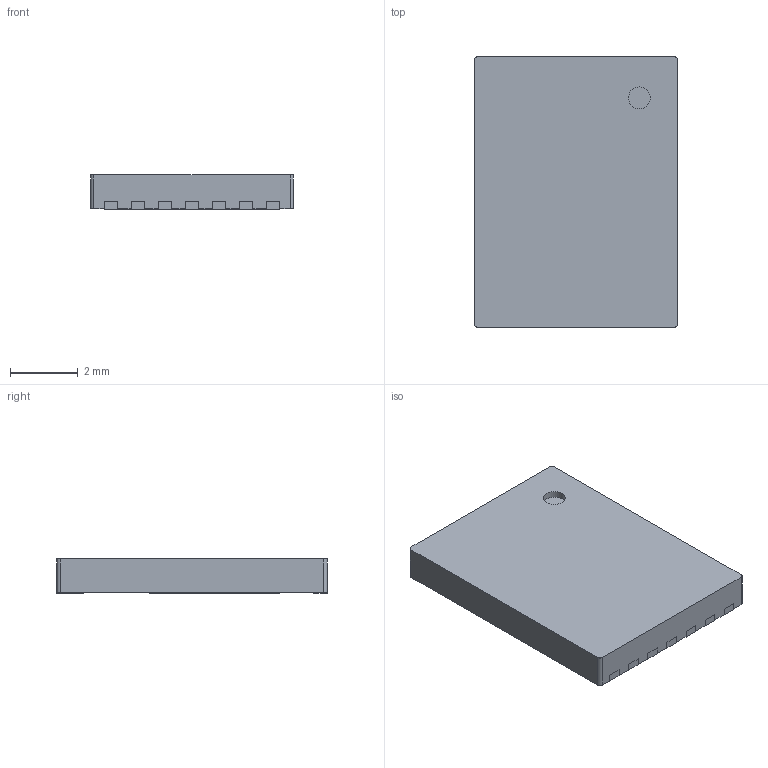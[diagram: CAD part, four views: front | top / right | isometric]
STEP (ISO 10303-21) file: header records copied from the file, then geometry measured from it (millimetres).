
FILE_DESCRIPTION(('FreeCAD Model'),'2;1');
FILE_NAME('Open CASCADE Shape Model','2025-12-18T19:17:11',('Author'),( ''),'Open CASCADE STEP processor 7.7','FreeCAD','Unknown');
FILE_SCHEMA(('AUTOMOTIVE_DESIGN { 1 0 10303 214 1 1 1 1 }'));
Length unit declared in the file: millimetre
Products named in the file (3): CID12N65D; Extrude; Pocket002
Assembly tree (2 placements, depth 2):
  CID12N65D
    Extrude
    Pocket002
Bounding box: 6 x 8 x 1.01 mm (x, y, z)
Volume: 48.1 mm3; surface area: 181 mm2
Topology: 11 solids, 11 shells, 131 faces, 321 edges, 214 vertices
Faces by surface type: plane 126, cylinder 5
Full cylindrical faces by diameter (mm): 0.649 x1
Entity records: 3915 total; most frequent: CARTESIAN_POINT 669, ORIENTED_EDGE 642, DIRECTION 599, EDGE_CURVE 321, LINE 311, VECTOR 311, VERTEX_POINT 214, AXIS2_PLACEMENT_3D 144
